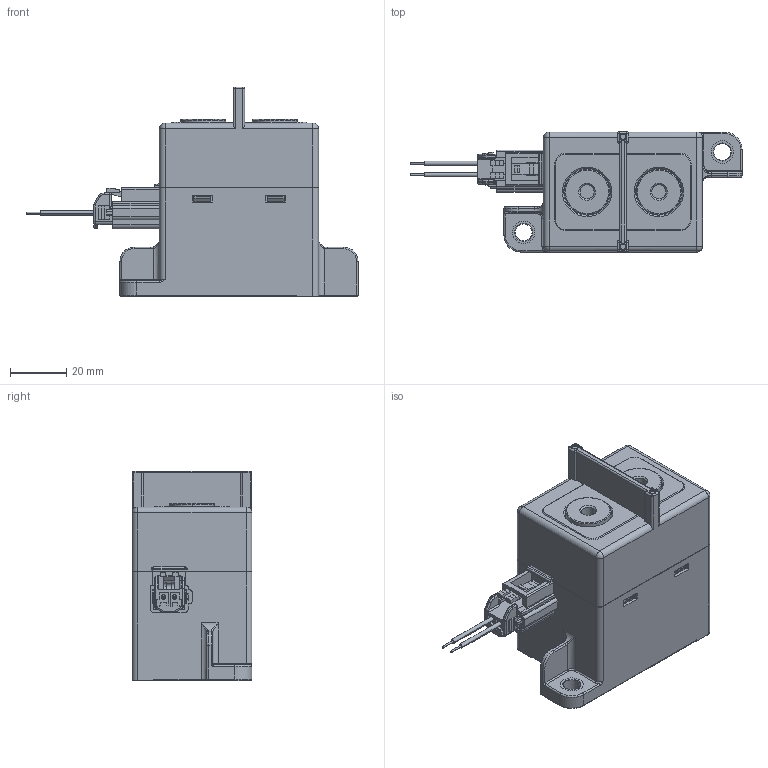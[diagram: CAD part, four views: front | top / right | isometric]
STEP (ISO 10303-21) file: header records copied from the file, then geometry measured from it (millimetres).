
FILE_DESCRIPTION(/* description */ (''),/* implementation_level */ '2;1');
FILE_NAME(/* name */ 'HCF250、300-12HC1.stp',/* time_stamp */ '2022-05-13T14:20:53+08:00',/* author */ (''),/* organization */ (''),/* preprocessor_version */ 'ST-DEVELOPER v16.7',/* originating_system */ 'SIEMENS PLM Software NX 12.0',/* authorisation */ '');
FILE_SCHEMA (('AUTOMOTIVE_DESIGN { 1 0 10303 214 3 1 1 1 }'));
Length unit declared in the file: millimetre
Products named in the file (1): HCF250、300-12HC1
Bounding box: 117.85 x 42.5 x 74.5 mm (x, y, z)
Volume: 154178.9 mm3; surface area: 25354.5 mm2
Topology: 4 solids, 4 shells, 843 faces, 2278 edges, 1425 vertices
Faces by surface type: plane 497, cylinder 256, torus 39, sphere 24, cone 16, bspline 11
Full cylindrical faces by diameter (mm): 5 x2, 6 x2, 8 x2
Entity records: 26867 total; most frequent: CARTESIAN_POINT 5428, ORIENTED_EDGE 4460, DIRECTION 4340, EDGE_CURVE 2230, LINE 1618, VECTOR 1618, VERTEX_POINT 1420, AXIS2_PLACEMENT_3D 1361
